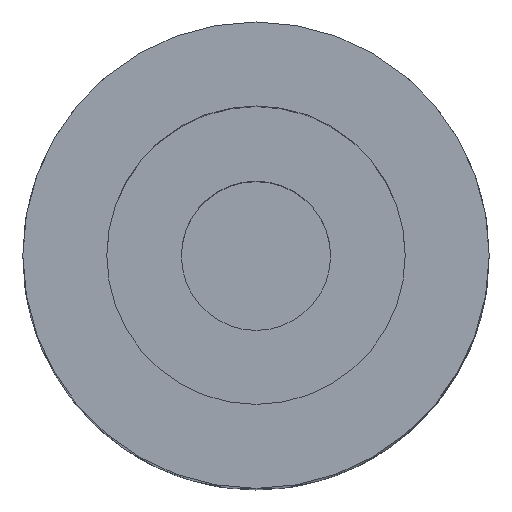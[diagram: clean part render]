
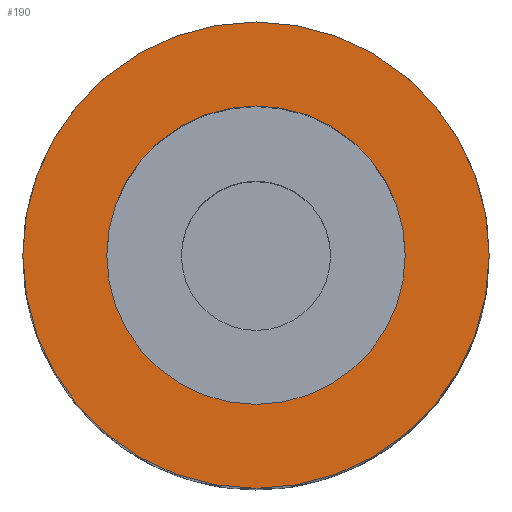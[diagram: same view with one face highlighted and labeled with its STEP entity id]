
A CAD part, top view. The second image highlights one B-rep face of the part: STEP entity #190.
In plain terms, the highlighted planar face has unit normal (0, 0, 1).
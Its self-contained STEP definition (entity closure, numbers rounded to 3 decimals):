
#11 = EDGE_CURVE ( 'NONE', #258, #766, #182, .T. ) ;
#20 = AXIS2_PLACEMENT_3D ( 'NONE', #515, #806, #837 ) ;
#25 = EDGE_CURVE ( 'NONE', #341, #817, #35, .T. ) ;
#33 = EDGE_LOOP ( 'NONE', ( #906, #598 ) ) ;
#34 = EDGE_CURVE ( 'NONE', #817, #341, #270, .T. ) ;
#35 = CIRCLE ( 'NONE', #506, 25. ) ;
#66 = AXIS2_PLACEMENT_3D ( 'NONE', #469, #260, #689 ) ;
#118 = CARTESIAN_POINT ( 'NONE',  ( 0., 0., 100. ) ) ;
#123 = ORIENTED_EDGE ( 'NONE', *, *, #599, .F. ) ;
#160 = FACE_OUTER_BOUND ( 'NONE', #33, .T. ) ;
#182 = CIRCLE ( 'NONE', #20, 16. ) ;
#190 = ADVANCED_FACE ( 'NONE', ( #726, #160 ), #427, .F. ) ;
#215 = CIRCLE ( 'NONE', #391, 16. ) ;
#227 = DIRECTION ( 'NONE',  ( -1., 0., 0. ) ) ;
#233 = CARTESIAN_POINT ( 'NONE',  ( -16., 0., 100. ) ) ;
#240 = CARTESIAN_POINT ( 'NONE',  ( -25., 0., 100. ) ) ;
#258 = VERTEX_POINT ( 'NONE', #233 ) ;
#260 = DIRECTION ( 'NONE',  ( 0., 0., 1. ) ) ;
#270 = CIRCLE ( 'NONE', #66, 25. ) ;
#304 = DIRECTION ( 'NONE',  ( 0., 0., -1. ) ) ;
#309 = ORIENTED_EDGE ( 'NONE', *, *, #11, .F. ) ;
#331 = CARTESIAN_POINT ( 'NONE',  ( 16., 0., 100. ) ) ;
#341 = VERTEX_POINT ( 'NONE', #240 ) ;
#359 = CARTESIAN_POINT ( 'NONE',  ( 0., 0., 100. ) ) ;
#391 = AXIS2_PLACEMENT_3D ( 'NONE', #359, #431, #733 ) ;
#405 = DIRECTION ( 'NONE',  ( 1., 0., 0. ) ) ;
#427 = PLANE ( 'NONE',  #629 ) ;
#431 = DIRECTION ( 'NONE',  ( 0., 0., 1. ) ) ;
#469 = CARTESIAN_POINT ( 'NONE',  ( 0., 0., 100. ) ) ;
#474 = DIRECTION ( 'NONE',  ( 0., 0., 1. ) ) ;
#497 = CARTESIAN_POINT ( 'NONE',  ( 25., 0., 100. ) ) ;
#506 = AXIS2_PLACEMENT_3D ( 'NONE', #118, #474, #405 ) ;
#515 = CARTESIAN_POINT ( 'NONE',  ( 0., 0., 100. ) ) ;
#598 = ORIENTED_EDGE ( 'NONE', *, *, #25, .T. ) ;
#599 = EDGE_CURVE ( 'NONE', #766, #258, #215, .T. ) ;
#629 = AXIS2_PLACEMENT_3D ( 'NONE', #497, #304, #227 ) ;
#646 = EDGE_LOOP ( 'NONE', ( #123, #309 ) ) ;
#689 = DIRECTION ( 'NONE',  ( 1., 0., 0. ) ) ;
#726 = FACE_BOUND ( 'NONE', #646, .T. ) ;
#733 = DIRECTION ( 'NONE',  ( 1., 0., 0. ) ) ;
#766 = VERTEX_POINT ( 'NONE', #331 ) ;
#806 = DIRECTION ( 'NONE',  ( 0., 0., 1. ) ) ;
#817 = VERTEX_POINT ( 'NONE', #852 ) ;
#837 = DIRECTION ( 'NONE',  ( 1., 0., 0. ) ) ;
#852 = CARTESIAN_POINT ( 'NONE',  ( 25., 0., 100. ) ) ;
#906 = ORIENTED_EDGE ( 'NONE', *, *, #34, .T. ) ;
